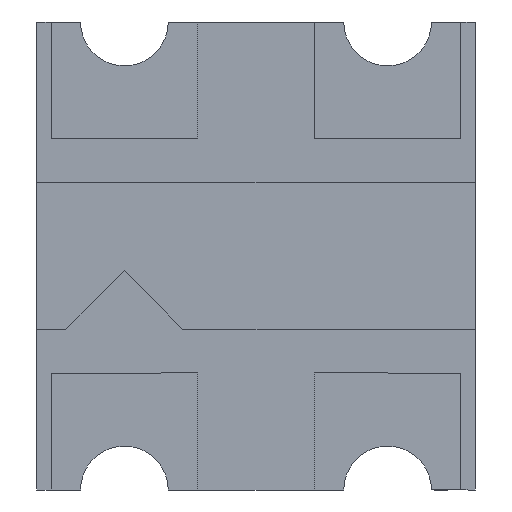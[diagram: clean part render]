
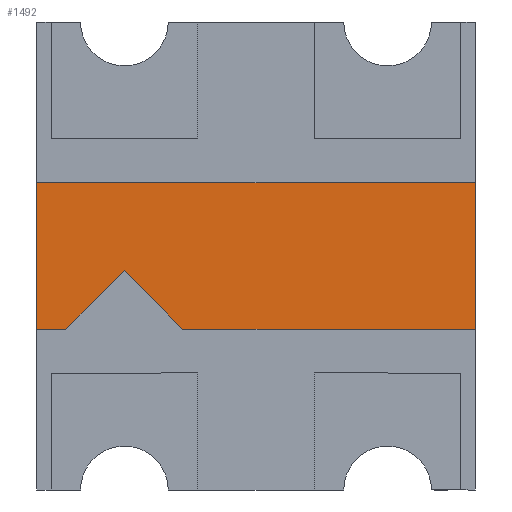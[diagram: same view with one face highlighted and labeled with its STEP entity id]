
A CAD part, front view. The second image highlights one B-rep face of the part: STEP entity #1492.
In plain terms, the highlighted planar face has unit normal (0, -1, 0).
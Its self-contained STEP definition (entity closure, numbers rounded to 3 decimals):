
#144 = LINE ( 'NONE', #3048, #1745 ) ;
#265 = LINE ( 'NONE', #948, #1744 ) ;
#403 = VERTEX_POINT ( 'NONE', #3180 ) ;
#420 = FACE_OUTER_BOUND ( 'NONE', #2522, .T. ) ;
#480 = LINE ( 'NONE', #2576, #2398 ) ;
#678 = ORIENTED_EDGE ( 'NONE', *, *, #4113, .T. ) ;
#684 = DIRECTION ( 'NONE',  ( 0.707, 0., 0.707 ) ) ;
#721 = EDGE_CURVE ( 'NONE', #3701, #1901, #265, .T. ) ;
#786 = ORIENTED_EDGE ( 'NONE', *, *, #1068, .T. ) ;
#791 = DIRECTION ( 'NONE',  ( 0.707, 0., -0.707 ) ) ;
#817 = DIRECTION ( 'NONE',  ( 0., 0., -1. ) ) ;
#867 = ORIENTED_EDGE ( 'NONE', *, *, #3467, .T. ) ;
#948 = CARTESIAN_POINT ( 'NONE',  ( -0.75, 0., -0.25 ) ) ;
#950 = ORIENTED_EDGE ( 'NONE', *, *, #2239, .T. ) ;
#1041 = AXIS2_PLACEMENT_3D ( 'NONE', #3873, #1080, #3227 ) ;
#1068 = EDGE_CURVE ( 'NONE', #4396, #3701, #480, .T. ) ;
#1080 = DIRECTION ( 'NONE',  ( 0., -1., 0. ) ) ;
#1256 = VECTOR ( 'NONE', #4450, 1000. ) ;
#1288 = CARTESIAN_POINT ( 'NONE',  ( 0.75, 0., 0.25 ) ) ;
#1492 = ADVANCED_FACE ( 'NONE', ( #420 ), #3503, .T. ) ;
#1585 = LINE ( 'NONE', #2631, #4169 ) ;
#1744 = VECTOR ( 'NONE', #4095, 1000. ) ;
#1745 = VECTOR ( 'NONE', #684, 1000. ) ;
#1901 = VERTEX_POINT ( 'NONE', #3164 ) ;
#2041 = EDGE_CURVE ( 'NONE', #403, #3543, #2566, .T. ) ;
#2075 = LINE ( 'NONE', #2924, #3257 ) ;
#2137 = VERTEX_POINT ( 'NONE', #3302 ) ;
#2239 = EDGE_CURVE ( 'NONE', #2421, #4396, #4216, .T. ) ;
#2398 = VECTOR ( 'NONE', #817, 1000. ) ;
#2421 = VERTEX_POINT ( 'NONE', #4484 ) ;
#2522 = EDGE_LOOP ( 'NONE', ( #950, #786, #3516, #3301, #4343, #867, #678 ) ) ;
#2566 = LINE ( 'NONE', #3254, #3570 ) ;
#2576 = CARTESIAN_POINT ( 'NONE',  ( -0.75, 0., 0.25 ) ) ;
#2613 = DIRECTION ( 'NONE',  ( 1., 0., 0. ) ) ;
#2631 = CARTESIAN_POINT ( 'NONE',  ( -0.25, 0., -0.25 ) ) ;
#2924 = CARTESIAN_POINT ( 'NONE',  ( 0.75, 0., -0.25 ) ) ;
#3048 = CARTESIAN_POINT ( 'NONE',  ( -0.65, 0., -0.25 ) ) ;
#3076 = CARTESIAN_POINT ( 'NONE',  ( -0.25, 0., -0.25 ) ) ;
#3139 = CARTESIAN_POINT ( 'NONE',  ( -0.75, 0., 0.25 ) ) ;
#3164 = CARTESIAN_POINT ( 'NONE',  ( -0.65, 0., -0.25 ) ) ;
#3180 = CARTESIAN_POINT ( 'NONE',  ( -0.45, 0., -0.05 ) ) ;
#3227 = DIRECTION ( 'NONE',  ( 0., 0., -1. ) ) ;
#3254 = CARTESIAN_POINT ( 'NONE',  ( -0.45, 0., -0.05 ) ) ;
#3257 = VECTOR ( 'NONE', #4352, 1000. ) ;
#3301 = ORIENTED_EDGE ( 'NONE', *, *, #3598, .T. ) ;
#3302 = CARTESIAN_POINT ( 'NONE',  ( 0.75, 0., -0.25 ) ) ;
#3467 = EDGE_CURVE ( 'NONE', #3543, #2137, #1585, .T. ) ;
#3503 = PLANE ( 'NONE',  #1041 ) ;
#3516 = ORIENTED_EDGE ( 'NONE', *, *, #721, .T. ) ;
#3543 = VERTEX_POINT ( 'NONE', #3076 ) ;
#3570 = VECTOR ( 'NONE', #791, 1000. ) ;
#3598 = EDGE_CURVE ( 'NONE', #1901, #403, #144, .T. ) ;
#3701 = VERTEX_POINT ( 'NONE', #3992 ) ;
#3873 = CARTESIAN_POINT ( 'NONE',  ( 0., 0., 0. ) ) ;
#3992 = CARTESIAN_POINT ( 'NONE',  ( -0.75, 0., -0.25 ) ) ;
#4095 = DIRECTION ( 'NONE',  ( 1., 0., 0. ) ) ;
#4113 = EDGE_CURVE ( 'NONE', #2137, #2421, #2075, .T. ) ;
#4169 = VECTOR ( 'NONE', #2613, 1000. ) ;
#4216 = LINE ( 'NONE', #1288, #1256 ) ;
#4343 = ORIENTED_EDGE ( 'NONE', *, *, #2041, .T. ) ;
#4352 = DIRECTION ( 'NONE',  ( 0., 0., 1. ) ) ;
#4396 = VERTEX_POINT ( 'NONE', #3139 ) ;
#4450 = DIRECTION ( 'NONE',  ( -1., 0., 0. ) ) ;
#4484 = CARTESIAN_POINT ( 'NONE',  ( 0.75, 0., 0.25 ) ) ;
